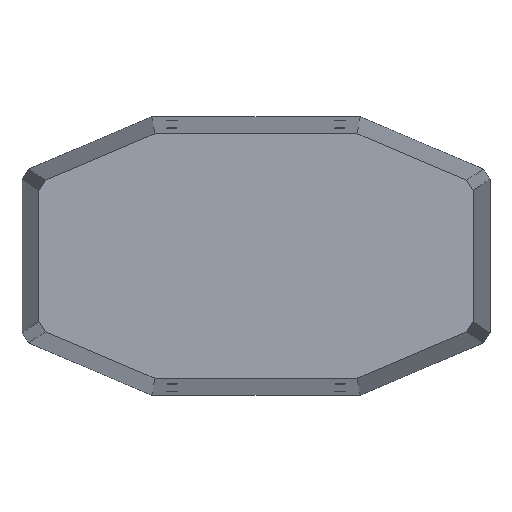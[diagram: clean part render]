
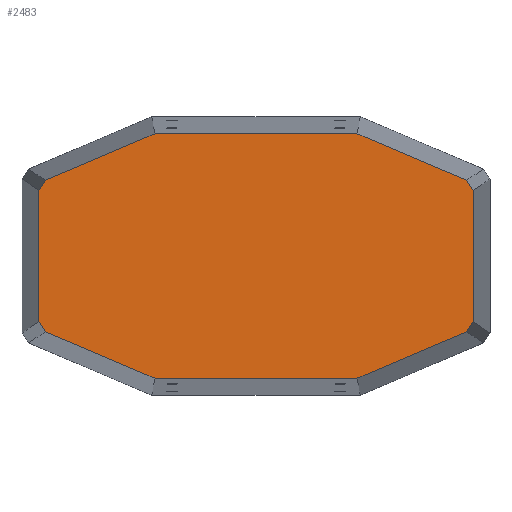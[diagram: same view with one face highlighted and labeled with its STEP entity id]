
A CAD part, front view. The second image highlights one B-rep face of the part: STEP entity #2483.
In plain terms, the highlighted face is planar.
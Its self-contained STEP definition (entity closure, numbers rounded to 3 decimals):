
#141 = CARTESIAN_POINT ( 'NONE',  ( 0., 880., 0. ) ) ;
#189 = CARTESIAN_POINT ( 'NONE',  ( -420.714, 880., 510. ) ) ;
#304 = VECTOR ( 'NONE', #980, 1000. ) ;
#392 = ORIENTED_EDGE ( 'NONE', *, *, #4744, .T. ) ;
#405 = VERTEX_POINT ( 'NONE', #1858 ) ;
#416 = VECTOR ( 'NONE', #5813, 1000. ) ;
#529 = LINE ( 'NONE', #4299, #850 ) ;
#568 = ORIENTED_EDGE ( 'NONE', *, *, #2170, .T. ) ;
#850 = VECTOR ( 'NONE', #6345, 1000. ) ;
#880 = CARTESIAN_POINT ( 'NONE',  ( 905., 880., 303.73 ) ) ;
#980 = DIRECTION ( 'NONE',  ( 0.92, 0., -0.392 ) ) ;
#986 = DIRECTION ( 'NONE',  ( -0.92, 0., -0.392 ) ) ;
#1012 = ORIENTED_EDGE ( 'NONE', *, *, #7035, .T. ) ;
#1037 = LINE ( 'NONE', #5099, #4469 ) ;
#1178 = VECTOR ( 'NONE', #986, 1000. ) ;
#1294 = EDGE_CURVE ( 'NONE', #3902, #3071, #5492, .T. ) ;
#1378 = EDGE_CURVE ( 'NONE', #2959, #3794, #5176, .T. ) ;
#1858 = CARTESIAN_POINT ( 'NONE',  ( -877.361, 880., -315.502 ) ) ;
#2072 = EDGE_LOOP ( 'NONE', ( #392, #1012, #8397, #568, #7243, #7310, #4478, #8393, #7191, #2831, #3582, #7579 ) ) ;
#2170 = EDGE_CURVE ( 'NONE', #3047, #7941, #7694, .T. ) ;
#2171 = CARTESIAN_POINT ( 'NONE',  ( -420.714, 880., -510. ) ) ;
#2216 = DIRECTION ( 'NONE',  ( 1., 0., 0. ) ) ;
#2235 = EDGE_CURVE ( 'NONE', #7941, #3946, #4175, .T. ) ;
#2259 = LINE ( 'NONE', #3685, #416 ) ;
#2262 = CARTESIAN_POINT ( 'NONE',  ( 877.361, 880., 315.502 ) ) ;
#2483 = ADVANCED_FACE ( 'NONE', ( #6303 ), #2890, .T. ) ;
#2831 = ORIENTED_EDGE ( 'NONE', *, *, #1294, .T. ) ;
#2890 = PLANE ( 'NONE',  #3336 ) ;
#2893 = DIRECTION ( 'NONE',  ( 0., 0., -1. ) ) ;
#2959 = VERTEX_POINT ( 'NONE', #3174 ) ;
#3047 = VERTEX_POINT ( 'NONE', #3059 ) ;
#3059 = CARTESIAN_POINT ( 'NONE',  ( -420.714, 880., 510. ) ) ;
#3071 = VERTEX_POINT ( 'NONE', #2171 ) ;
#3081 = CARTESIAN_POINT ( 'NONE',  ( 420.714, 880., 510. ) ) ;
#3092 = CARTESIAN_POINT ( 'NONE',  ( 905., 880., -303.73 ) ) ;
#3174 = CARTESIAN_POINT ( 'NONE',  ( 905., 880., 273.689 ) ) ;
#3292 = CARTESIAN_POINT ( 'NONE',  ( 420.714, 880., 510. ) ) ;
#3336 = AXIS2_PLACEMENT_3D ( 'NONE', #141, #3452, #4882 ) ;
#3452 = DIRECTION ( 'NONE',  ( 0., 1., 0. ) ) ;
#3582 = ORIENTED_EDGE ( 'NONE', *, *, #8268, .T. ) ;
#3685 = CARTESIAN_POINT ( 'NONE',  ( -755.718, 880., 499.531 ) ) ;
#3785 = DIRECTION ( 'NONE',  ( -0.92, 0., 0.392 ) ) ;
#3794 = VERTEX_POINT ( 'NONE', #4265 ) ;
#3902 = VERTEX_POINT ( 'NONE', #6335 ) ;
#3946 = VERTEX_POINT ( 'NONE', #2262 ) ;
#4066 = CARTESIAN_POINT ( 'NONE',  ( -905., 880., 273.689 ) ) ;
#4075 = EDGE_CURVE ( 'NONE', #5084, #3047, #7684, .T. ) ;
#4175 = LINE ( 'NONE', #3081, #304 ) ;
#4265 = CARTESIAN_POINT ( 'NONE',  ( 905., 880., -273.689 ) ) ;
#4299 = CARTESIAN_POINT ( 'NONE',  ( 755.718, 880., -499.531 ) ) ;
#4469 = VECTOR ( 'NONE', #7823, 1000. ) ;
#4478 = ORIENTED_EDGE ( 'NONE', *, *, #1378, .T. ) ;
#4591 = DIRECTION ( 'NONE',  ( -1., 0., 0. ) ) ;
#4744 = EDGE_CURVE ( 'NONE', #8692, #4876, #1037, .T. ) ;
#4819 = CARTESIAN_POINT ( 'NONE',  ( -755.718, 880., -499.531 ) ) ;
#4876 = VERTEX_POINT ( 'NONE', #4066 ) ;
#4882 = DIRECTION ( 'NONE',  ( 0., 0., 1. ) ) ;
#5026 = CARTESIAN_POINT ( 'NONE',  ( -905., 880., 303.73 ) ) ;
#5084 = VERTEX_POINT ( 'NONE', #7713 ) ;
#5096 = CARTESIAN_POINT ( 'NONE',  ( -420.714, 880., -510. ) ) ;
#5099 = CARTESIAN_POINT ( 'NONE',  ( -905., 880., -303.73 ) ) ;
#5176 = LINE ( 'NONE', #880, #8697 ) ;
#5280 = VECTOR ( 'NONE', #4591, 1000. ) ;
#5375 = EDGE_CURVE ( 'NONE', #405, #8692, #8289, .T. ) ;
#5446 = VECTOR ( 'NONE', #5866, 1000. ) ;
#5481 = EDGE_CURVE ( 'NONE', #6112, #3902, #5561, .T. ) ;
#5492 = LINE ( 'NONE', #6547, #5280 ) ;
#5561 = LINE ( 'NONE', #3092, #1178 ) ;
#5673 = DIRECTION ( 'NONE',  ( -0.551, 0., 0.834 ) ) ;
#5813 = DIRECTION ( 'NONE',  ( 0.551, 0., 0.834 ) ) ;
#5866 = DIRECTION ( 'NONE',  ( 0.92, 0., 0.392 ) ) ;
#6077 = LINE ( 'NONE', #6145, #6613 ) ;
#6112 = VERTEX_POINT ( 'NONE', #8711 ) ;
#6145 = CARTESIAN_POINT ( 'NONE',  ( 755.718, 880., 499.531 ) ) ;
#6207 = DIRECTION ( 'NONE',  ( 0.551, 0., -0.834 ) ) ;
#6265 = VECTOR ( 'NONE', #5673, 1000. ) ;
#6278 = CARTESIAN_POINT ( 'NONE',  ( -905., 880., -273.689 ) ) ;
#6303 = FACE_OUTER_BOUND ( 'NONE', #2072, .T. ) ;
#6335 = CARTESIAN_POINT ( 'NONE',  ( 420.714, 880., -510. ) ) ;
#6345 = DIRECTION ( 'NONE',  ( -0.551, 0., -0.834 ) ) ;
#6547 = CARTESIAN_POINT ( 'NONE',  ( 420.714, 880., -510. ) ) ;
#6613 = VECTOR ( 'NONE', #6207, 1000. ) ;
#6859 = EDGE_CURVE ( 'NONE', #3794, #6112, #529, .T. ) ;
#7035 = EDGE_CURVE ( 'NONE', #4876, #5084, #2259, .T. ) ;
#7191 = ORIENTED_EDGE ( 'NONE', *, *, #5481, .T. ) ;
#7243 = ORIENTED_EDGE ( 'NONE', *, *, #2235, .T. ) ;
#7310 = ORIENTED_EDGE ( 'NONE', *, *, #8124, .T. ) ;
#7579 = ORIENTED_EDGE ( 'NONE', *, *, #5375, .T. ) ;
#7682 = VECTOR ( 'NONE', #3785, 1000. ) ;
#7684 = LINE ( 'NONE', #5026, #5446 ) ;
#7694 = LINE ( 'NONE', #189, #8661 ) ;
#7713 = CARTESIAN_POINT ( 'NONE',  ( -877.361, 880., 315.502 ) ) ;
#7823 = DIRECTION ( 'NONE',  ( 0., 0., 1. ) ) ;
#7941 = VERTEX_POINT ( 'NONE', #3292 ) ;
#7993 = LINE ( 'NONE', #5096, #7682 ) ;
#8124 = EDGE_CURVE ( 'NONE', #3946, #2959, #6077, .T. ) ;
#8268 = EDGE_CURVE ( 'NONE', #3071, #405, #7993, .T. ) ;
#8289 = LINE ( 'NONE', #4819, #6265 ) ;
#8393 = ORIENTED_EDGE ( 'NONE', *, *, #6859, .T. ) ;
#8397 = ORIENTED_EDGE ( 'NONE', *, *, #4075, .T. ) ;
#8661 = VECTOR ( 'NONE', #2216, 1000. ) ;
#8692 = VERTEX_POINT ( 'NONE', #6278 ) ;
#8697 = VECTOR ( 'NONE', #2893, 1000. ) ;
#8711 = CARTESIAN_POINT ( 'NONE',  ( 877.361, 880., -315.502 ) ) ;
